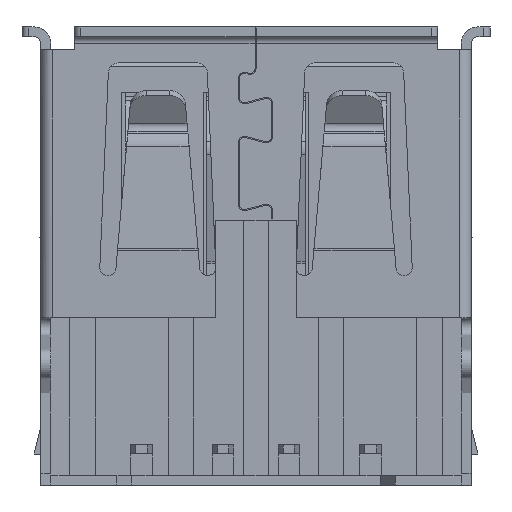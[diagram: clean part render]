
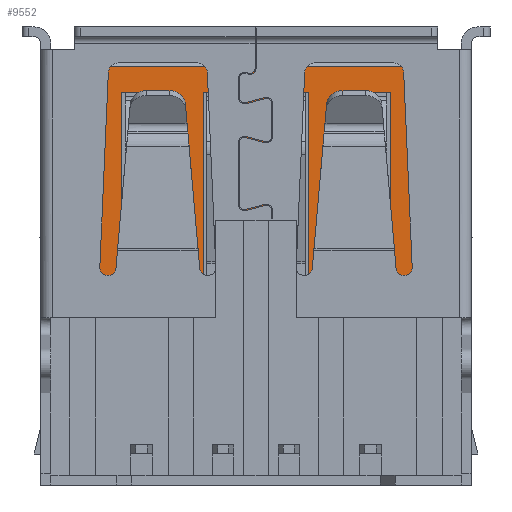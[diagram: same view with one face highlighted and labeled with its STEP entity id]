
A CAD part, front view. The second image highlights one B-rep face of the part: STEP entity #9552.
In plain terms, the highlighted planar face has unit normal (0, -1, 0).
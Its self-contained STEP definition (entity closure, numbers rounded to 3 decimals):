
#690=DIRECTION('',(-1.,0.,0.));
#691=VECTOR('',#690,1.35);
#692=CARTESIAN_POINT('',(-4.1,0.19,5.3));
#693=LINE('',#692,#691);
#706=DIRECTION('',(-1.,0.,0.));
#707=VECTOR('',#706,1.3);
#708=CARTESIAN_POINT('',(-1.6,0.19,5.3));
#709=LINE('',#708,#707);
#722=DIRECTION('',(-1.,0.,0.));
#723=VECTOR('',#722,0.8);
#724=CARTESIAN_POINT('',(0.4,0.19,5.3));
#725=LINE('',#724,#723);
#738=DIRECTION('',(-1.,0.,0.));
#739=VECTOR('',#738,1.3);
#740=CARTESIAN_POINT('',(2.9,0.19,5.3));
#741=LINE('',#740,#739);
#754=DIRECTION('',(-1.,0.,0.));
#755=VECTOR('',#754,1.35);
#756=CARTESIAN_POINT('',(5.45,0.19,5.3));
#757=LINE('',#756,#755);
#1004=DIRECTION('',(1.,0.,0.));
#1005=VECTOR('',#1004,10.9);
#1006=CARTESIAN_POINT('',(-5.45,0.19,12.8));
#1007=LINE('',#1006,#1005);
#1008=DIRECTION('',(0.,0.,-1.));
#1009=VECTOR('',#1008,7.5);
#1010=CARTESIAN_POINT('',(5.45,0.19,12.8));
#1011=LINE('',#1010,#1009);
#1012=DIRECTION('',(0.,0.,1.));
#1013=VECTOR('',#1012,6.7);
#1014=CARTESIAN_POINT('',(4.1,0.19,5.3));
#1015=LINE('',#1014,#1013);
#1016=DIRECTION('',(1.,0.,0.));
#1017=VECTOR('',#1016,1.2);
#1018=CARTESIAN_POINT('',(2.9,0.19,12.));
#1019=LINE('',#1018,#1017);
#1020=DIRECTION('',(0.,0.,1.));
#1021=VECTOR('',#1020,6.7);
#1022=CARTESIAN_POINT('',(2.9,0.19,5.3));
#1023=LINE('',#1022,#1021);
#1024=DIRECTION('',(0.,0.,1.));
#1025=VECTOR('',#1024,6.7);
#1026=CARTESIAN_POINT('',(1.6,0.19,5.3));
#1027=LINE('',#1026,#1025);
#1028=DIRECTION('',(1.,0.,0.));
#1029=VECTOR('',#1028,1.2);
#1030=CARTESIAN_POINT('',(0.4,0.19,12.));
#1031=LINE('',#1030,#1029);
#1032=DIRECTION('',(0.,0.,1.));
#1033=VECTOR('',#1032,6.7);
#1034=CARTESIAN_POINT('',(0.4,0.19,5.3));
#1035=LINE('',#1034,#1033);
#1036=DIRECTION('',(0.,0.,1.));
#1037=VECTOR('',#1036,6.7);
#1038=CARTESIAN_POINT('',(-0.4,0.19,5.3));
#1039=LINE('',#1038,#1037);
#1040=DIRECTION('',(1.,0.,0.));
#1041=VECTOR('',#1040,1.2);
#1042=CARTESIAN_POINT('',(-1.6,0.19,12.));
#1043=LINE('',#1042,#1041);
#1044=DIRECTION('',(0.,0.,1.));
#1045=VECTOR('',#1044,6.7);
#1046=CARTESIAN_POINT('',(-1.6,0.19,5.3));
#1047=LINE('',#1046,#1045);
#1048=DIRECTION('',(0.,0.,1.));
#1049=VECTOR('',#1048,6.7);
#1050=CARTESIAN_POINT('',(-2.9,0.19,5.3));
#1051=LINE('',#1050,#1049);
#1052=DIRECTION('',(1.,0.,0.));
#1053=VECTOR('',#1052,1.2);
#1054=CARTESIAN_POINT('',(-4.1,0.19,12.));
#1055=LINE('',#1054,#1053);
#1056=DIRECTION('',(0.,0.,1.));
#1057=VECTOR('',#1056,6.7);
#1058=CARTESIAN_POINT('',(-4.1,0.19,5.3));
#1059=LINE('',#1058,#1057);
#6383=DIRECTION('',(0.,0.,-1.));
#6384=VECTOR('',#6383,7.5);
#6385=CARTESIAN_POINT('',(-5.45,0.19,12.8));
#6386=LINE('',#6385,#6384);
#7692=CARTESIAN_POINT('',(-2.9,0.19,5.3));
#7693=VERTEX_POINT('',#7692);
#7694=CARTESIAN_POINT('',(-4.1,0.19,5.3));
#7695=VERTEX_POINT('',#7694);
#7700=CARTESIAN_POINT('',(-0.4,0.19,5.3));
#7701=VERTEX_POINT('',#7700);
#7702=CARTESIAN_POINT('',(-1.6,0.19,5.3));
#7703=VERTEX_POINT('',#7702);
#7705=CARTESIAN_POINT('',(4.1,0.19,5.3));
#7707=VERTEX_POINT('',#7705);
#7708=CARTESIAN_POINT('',(2.9,0.19,5.3));
#7710=VERTEX_POINT('',#7708);
#7713=CARTESIAN_POINT('',(1.6,0.19,5.3));
#7715=VERTEX_POINT('',#7713);
#7716=CARTESIAN_POINT('',(0.4,0.19,5.3));
#7718=VERTEX_POINT('',#7716);
#7720=CARTESIAN_POINT('',(-4.1,0.19,12.));
#7721=CARTESIAN_POINT('',(-2.9,0.19,12.));
#7722=VERTEX_POINT('',#7720);
#7723=VERTEX_POINT('',#7721);
#7724=CARTESIAN_POINT('',(-1.6,0.19,12.));
#7725=CARTESIAN_POINT('',(-0.4,0.19,12.));
#7726=VERTEX_POINT('',#7724);
#7727=VERTEX_POINT('',#7725);
#7728=CARTESIAN_POINT('',(0.4,0.19,12.));
#7729=CARTESIAN_POINT('',(1.6,0.19,12.));
#7730=VERTEX_POINT('',#7728);
#7731=VERTEX_POINT('',#7729);
#7732=CARTESIAN_POINT('',(2.9,0.19,12.));
#7733=CARTESIAN_POINT('',(4.1,0.19,12.));
#7734=VERTEX_POINT('',#7732);
#7735=VERTEX_POINT('',#7733);
#7800=CARTESIAN_POINT('',(5.45,0.19,5.3));
#7801=VERTEX_POINT('',#7800);
#7802=CARTESIAN_POINT('',(-5.45,0.19,5.3));
#7803=VERTEX_POINT('',#7802);
#8168=CARTESIAN_POINT('',(-5.45,0.19,12.8));
#8169=CARTESIAN_POINT('',(5.45,0.19,12.8));
#8170=VERTEX_POINT('',#8168);
#8171=VERTEX_POINT('',#8169);
#9512=CARTESIAN_POINT('',(5.45,0.19,13.3));
#9513=DIRECTION('',(0.,1.,0.));
#9514=DIRECTION('',(-1.,0.,0.));
#9515=AXIS2_PLACEMENT_3D('',#9512,#9513,#9514);
#9516=PLANE('',#9515);
#9517=ORIENTED_EDGE('',*,*,#9453,.T.);
#9518=ORIENTED_EDGE('',*,*,#9507,.T.);
#9519=ORIENTED_EDGE('',*,*,#9300,.T.);
#9521=ORIENTED_EDGE('',*,*,#9520,.T.);
#9523=ORIENTED_EDGE('',*,*,#9522,.F.);
#9525=ORIENTED_EDGE('',*,*,#9524,.F.);
#9526=ORIENTED_EDGE('',*,*,#9292,.T.);
#9528=ORIENTED_EDGE('',*,*,#9527,.T.);
#9530=ORIENTED_EDGE('',*,*,#9529,.F.);
#9532=ORIENTED_EDGE('',*,*,#9531,.F.);
#9533=ORIENTED_EDGE('',*,*,#9284,.T.);
#9535=ORIENTED_EDGE('',*,*,#9534,.T.);
#9537=ORIENTED_EDGE('',*,*,#9536,.F.);
#9539=ORIENTED_EDGE('',*,*,#9538,.F.);
#9540=ORIENTED_EDGE('',*,*,#9276,.T.);
#9542=ORIENTED_EDGE('',*,*,#9541,.T.);
#9544=ORIENTED_EDGE('',*,*,#9543,.F.);
#9546=ORIENTED_EDGE('',*,*,#9545,.F.);
#9547=ORIENTED_EDGE('',*,*,#9268,.T.);
#9549=ORIENTED_EDGE('',*,*,#9548,.F.);
#9550=EDGE_LOOP('',(#9517,#9518,#9519,#9521,#9523,#9525,#9526,#9528,#9530,#9532,
#9533,#9535,#9537,#9539,#9540,#9542,#9544,#9546,#9547,#9549));
#9551=FACE_OUTER_BOUND('',#9550,.F.);
#9268=EDGE_CURVE('',#7695,#7803,#693,.T.);
#9276=EDGE_CURVE('',#7703,#7693,#709,.T.);
#9284=EDGE_CURVE('',#7718,#7701,#725,.T.);
#9292=EDGE_CURVE('',#7710,#7715,#741,.T.);
#9300=EDGE_CURVE('',#7801,#7707,#757,.T.);
#9453=EDGE_CURVE('',#8170,#8171,#1007,.T.);
#9507=EDGE_CURVE('',#8171,#7801,#1011,.T.);
#9520=EDGE_CURVE('',#7707,#7735,#1015,.T.);
#9522=EDGE_CURVE('',#7734,#7735,#1019,.T.);
#9524=EDGE_CURVE('',#7710,#7734,#1023,.T.);
#9527=EDGE_CURVE('',#7715,#7731,#1027,.T.);
#9529=EDGE_CURVE('',#7730,#7731,#1031,.T.);
#9531=EDGE_CURVE('',#7718,#7730,#1035,.T.);
#9534=EDGE_CURVE('',#7701,#7727,#1039,.T.);
#9536=EDGE_CURVE('',#7726,#7727,#1043,.T.);
#9538=EDGE_CURVE('',#7703,#7726,#1047,.T.);
#9541=EDGE_CURVE('',#7693,#7723,#1051,.T.);
#9543=EDGE_CURVE('',#7722,#7723,#1055,.T.);
#9545=EDGE_CURVE('',#7695,#7722,#1059,.T.);
#9548=EDGE_CURVE('',#8170,#7803,#6386,.T.);
#9552=ADVANCED_FACE('',(#9551),#9516,.F.);
